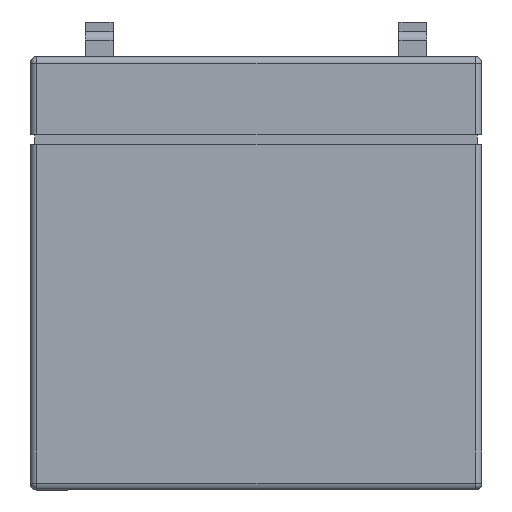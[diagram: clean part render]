
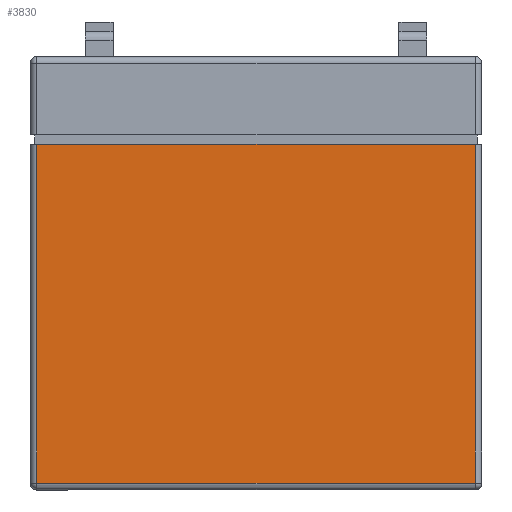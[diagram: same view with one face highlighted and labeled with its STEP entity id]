
A CAD part, left-side view. The second image highlights one B-rep face of the part: STEP entity #3830.
In plain terms, the highlighted planar face has unit normal (-1, 0, 0).
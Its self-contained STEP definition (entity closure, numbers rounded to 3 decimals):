
#2985 = PLANE('',#2986);
#2986 = AXIS2_PLACEMENT_3D('',#2987,#2988,#2989);
#2987 = CARTESIAN_POINT('',(0.,0.,75.));
#2988 = DIRECTION('',(0.,0.,-1.));
#2989 = DIRECTION('',(-1.,0.,0.));
#3271 = VERTEX_POINT('',#3272);
#3272 = CARTESIAN_POINT('',(0.,1.5,75.));
#3291 = CYLINDRICAL_SURFACE('',#3292,1.5);
#3292 = AXIS2_PLACEMENT_3D('',#3293,#3294,#3295);
#3293 = CARTESIAN_POINT('',(1.5,1.5,0.));
#3294 = DIRECTION('',(0.,0.,1.));
#3295 = DIRECTION('',(-1.,0.,0.));
#3303 = EDGE_CURVE('',#3304,#3271,#3306,.T.);
#3304 = VERTEX_POINT('',#3305);
#3305 = CARTESIAN_POINT('',(0.,96.5,75.));
#3306 = SURFACE_CURVE('',#3307,(#3311,#3318),.PCURVE_S1.);
#3307 = LINE('',#3308,#3309);
#3308 = CARTESIAN_POINT('',(0.,98.,75.));
#3309 = VECTOR('',#3310,1.);
#3310 = DIRECTION('',(0.,-1.,0.));
#3311 = PCURVE('',#2985,#3312);
#3312 = DEFINITIONAL_REPRESENTATION('',(#3313),#3317);
#3313 = LINE('',#3314,#3315);
#3314 = CARTESIAN_POINT('',(0.,98.));
#3315 = VECTOR('',#3316,1.);
#3316 = DIRECTION('',(0.,-1.));
#3317 = ( GEOMETRIC_REPRESENTATION_CONTEXT(2) 
PARAMETRIC_REPRESENTATION_CONTEXT() REPRESENTATION_CONTEXT('2D SPACE',''
  ) );
#3318 = PCURVE('',#3319,#3324);
#3319 = PLANE('',#3320);
#3320 = AXIS2_PLACEMENT_3D('',#3321,#3322,#3323);
#3321 = CARTESIAN_POINT('',(0.,0.,0.));
#3322 = DIRECTION('',(1.,0.,0.));
#3323 = DIRECTION('',(0.,0.,1.));
#3324 = DEFINITIONAL_REPRESENTATION('',(#3325),#3329);
#3325 = LINE('',#3326,#3327);
#3326 = CARTESIAN_POINT('',(75.,-98.));
#3327 = VECTOR('',#3328,1.);
#3328 = DIRECTION('',(0.,1.));
#3329 = ( GEOMETRIC_REPRESENTATION_CONTEXT(2) 
PARAMETRIC_REPRESENTATION_CONTEXT() REPRESENTATION_CONTEXT('2D SPACE',''
  ) );
#3352 = CYLINDRICAL_SURFACE('',#3353,1.5);
#3353 = AXIS2_PLACEMENT_3D('',#3354,#3355,#3356);
#3354 = CARTESIAN_POINT('',(1.5,96.5,0.));
#3355 = DIRECTION('',(0.,0.,1.));
#3356 = DIRECTION('',(-1.,0.,0.));
#3779 = EDGE_CURVE('',#3780,#3304,#3782,.T.);
#3780 = VERTEX_POINT('',#3781);
#3781 = CARTESIAN_POINT('',(0.,96.5,1.5));
#3782 = SURFACE_CURVE('',#3783,(#3787,#3794),.PCURVE_S1.);
#3783 = LINE('',#3784,#3785);
#3784 = CARTESIAN_POINT('',(0.,96.5,
    0.));
#3785 = VECTOR('',#3786,1.);
#3786 = DIRECTION('',(0.,0.,1.));
#3787 = PCURVE('',#3352,#3788);
#3788 = DEFINITIONAL_REPRESENTATION('',(#3789),#3793);
#3789 = LINE('',#3790,#3791);
#3790 = CARTESIAN_POINT('',(0.,0.));
#3791 = VECTOR('',#3792,1.);
#3792 = DIRECTION('',(0.,1.));
#3793 = ( GEOMETRIC_REPRESENTATION_CONTEXT(2) 
PARAMETRIC_REPRESENTATION_CONTEXT() REPRESENTATION_CONTEXT('2D SPACE',''
  ) );
#3794 = PCURVE('',#3319,#3795);
#3795 = DEFINITIONAL_REPRESENTATION('',(#3796),#3800);
#3796 = LINE('',#3797,#3798);
#3797 = CARTESIAN_POINT('',(0.,-96.5));
#3798 = VECTOR('',#3799,1.);
#3799 = DIRECTION('',(1.,0.));
#3800 = ( GEOMETRIC_REPRESENTATION_CONTEXT(2) 
PARAMETRIC_REPRESENTATION_CONTEXT() REPRESENTATION_CONTEXT('2D SPACE',''
  ) );
#3830 = ADVANCED_FACE('',(#3831),#3319,.F.);
#3831 = FACE_BOUND('',#3832,.F.);
#3832 = EDGE_LOOP('',(#3833,#3856,#3882,#3883));
#3833 = ORIENTED_EDGE('',*,*,#3834,.F.);
#3834 = EDGE_CURVE('',#3835,#3271,#3837,.T.);
#3835 = VERTEX_POINT('',#3836);
#3836 = CARTESIAN_POINT('',(0.,1.5,1.5));
#3837 = SURFACE_CURVE('',#3838,(#3842,#3849),.PCURVE_S1.);
#3838 = LINE('',#3839,#3840);
#3839 = CARTESIAN_POINT('',(0.,1.5,0.
    ));
#3840 = VECTOR('',#3841,1.);
#3841 = DIRECTION('',(0.,0.,1.));
#3842 = PCURVE('',#3319,#3843);
#3843 = DEFINITIONAL_REPRESENTATION('',(#3844),#3848);
#3844 = LINE('',#3845,#3846);
#3845 = CARTESIAN_POINT('',(0.,-1.5));
#3846 = VECTOR('',#3847,1.);
#3847 = DIRECTION('',(1.,0.));
#3848 = ( GEOMETRIC_REPRESENTATION_CONTEXT(2) 
PARAMETRIC_REPRESENTATION_CONTEXT() REPRESENTATION_CONTEXT('2D SPACE',''
  ) );
#3849 = PCURVE('',#3291,#3850);
#3850 = DEFINITIONAL_REPRESENTATION('',(#3851),#3855);
#3851 = LINE('',#3852,#3853);
#3852 = CARTESIAN_POINT('',(0.,0.));
#3853 = VECTOR('',#3854,1.);
#3854 = DIRECTION('',(0.,1.));
#3855 = ( GEOMETRIC_REPRESENTATION_CONTEXT(2) 
PARAMETRIC_REPRESENTATION_CONTEXT() REPRESENTATION_CONTEXT('2D SPACE',''
  ) );
#3856 = ORIENTED_EDGE('',*,*,#3857,.T.);
#3857 = EDGE_CURVE('',#3835,#3780,#3858,.T.);
#3858 = SURFACE_CURVE('',#3859,(#3863,#3870),.PCURVE_S1.);
#3859 = LINE('',#3860,#3861);
#3860 = CARTESIAN_POINT('',(0.,0.,1.5)
  );
#3861 = VECTOR('',#3862,1.);
#3862 = DIRECTION('',(0.,1.,0.));
#3863 = PCURVE('',#3319,#3864);
#3864 = DEFINITIONAL_REPRESENTATION('',(#3865),#3869);
#3865 = LINE('',#3866,#3867);
#3866 = CARTESIAN_POINT('',(1.5,0.));
#3867 = VECTOR('',#3868,1.);
#3868 = DIRECTION('',(0.,-1.));
#3869 = ( GEOMETRIC_REPRESENTATION_CONTEXT(2) 
PARAMETRIC_REPRESENTATION_CONTEXT() REPRESENTATION_CONTEXT('2D SPACE',''
  ) );
#3870 = PCURVE('',#3871,#3876);
#3871 = CYLINDRICAL_SURFACE('',#3872,1.5);
#3872 = AXIS2_PLACEMENT_3D('',#3873,#3874,#3875);
#3873 = CARTESIAN_POINT('',(1.5,0.,1.5));
#3874 = DIRECTION('',(0.,1.,0.));
#3875 = DIRECTION('',(-1.,0.,0.));
#3876 = DEFINITIONAL_REPRESENTATION('',(#3877),#3881);
#3877 = LINE('',#3878,#3879);
#3878 = CARTESIAN_POINT('',(0.,0.));
#3879 = VECTOR('',#3880,1.);
#3880 = DIRECTION('',(0.,1.));
#3881 = ( GEOMETRIC_REPRESENTATION_CONTEXT(2) 
PARAMETRIC_REPRESENTATION_CONTEXT() REPRESENTATION_CONTEXT('2D SPACE',''
  ) );
#3882 = ORIENTED_EDGE('',*,*,#3779,.T.);
#3883 = ORIENTED_EDGE('',*,*,#3303,.T.);
